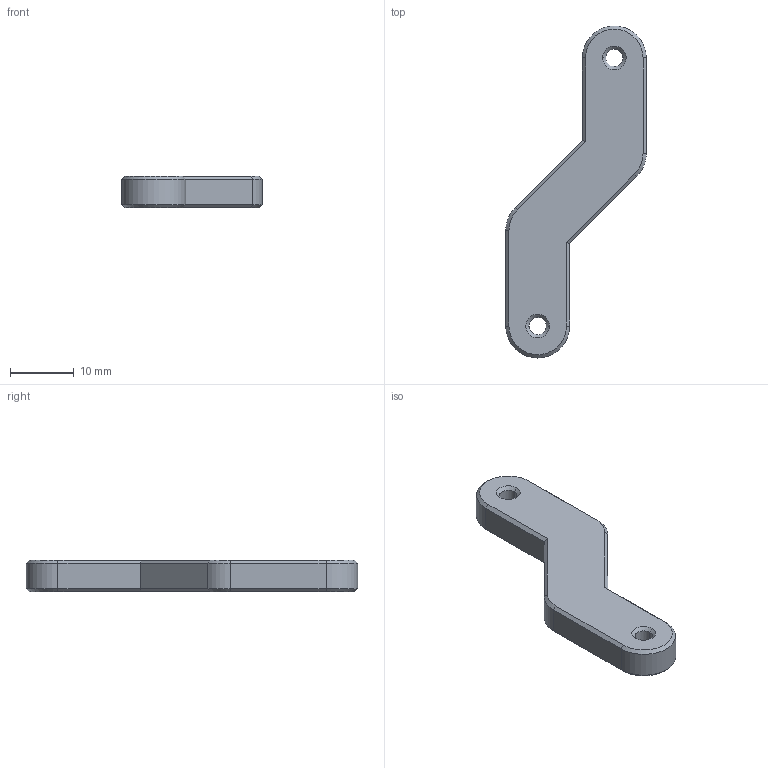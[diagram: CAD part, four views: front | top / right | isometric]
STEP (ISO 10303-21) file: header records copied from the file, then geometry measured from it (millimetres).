
FILE_DESCRIPTION (( 'STEP AP214' ), '1' );
FILE_NAME ('crosslinkP1b.STEP', '2025-01-21T01:15:43', ( '' ), ( '' ), 'SwSTEP 2.0', 'SolidWorks 2025', '' );
FILE_SCHEMA (( 'AUTOMOTIVE_DESIGN' ));
Length unit declared in the file: millimetre
Products named in the file (1): crosslinkP1b
Bounding box: 22 x 52 x 5 mm (x, y, z)
Volume: 2642.9 mm3; surface area: 1698.4 mm2
Topology: 1 solids, 1 shells, 44 faces, 98 edges, 56 vertices
Faces by surface type: plane 20, cone 16, cylinder 8
Entity records: 1221 total; most frequent: DIRECTION 220, CARTESIAN_POINT 199, ORIENTED_EDGE 196, EDGE_CURVE 98, AXIS2_PLACEMENT_3D 77, VECTOR 66, LINE 66, VERTEX_POINT 56
